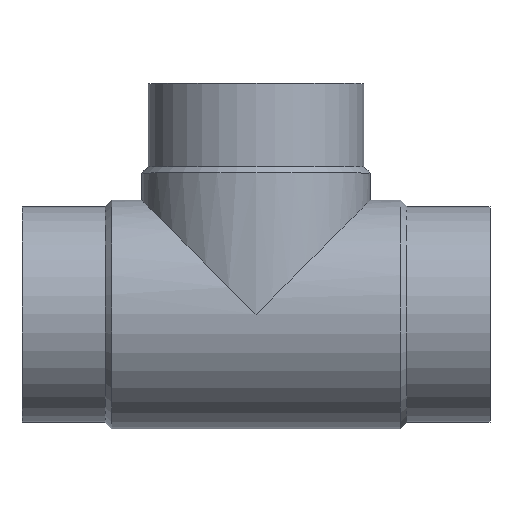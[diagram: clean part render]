
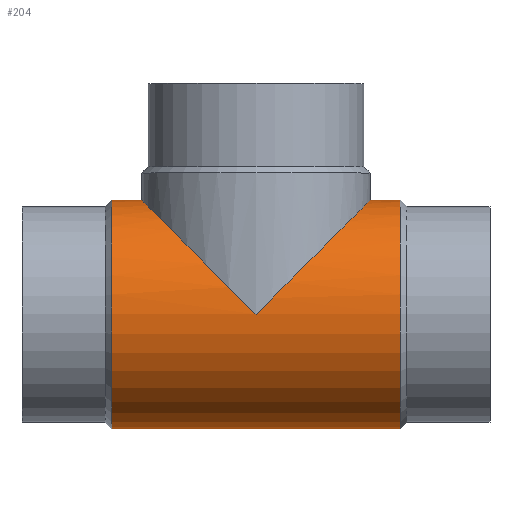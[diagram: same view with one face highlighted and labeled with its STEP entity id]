
A CAD part, top view. The second image highlights one B-rep face of the part: STEP entity #204.
In plain terms, the highlighted cylindrical face has radius 74.15 mm (diameter 148.3 mm), a partial arc.
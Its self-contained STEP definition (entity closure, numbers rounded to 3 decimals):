
#136 = VERTEX_POINT( '', #376 );
#168 = VERTEX_POINT( '', #411 );
#174 = EDGE_CURVE( '', #202, #266, #417, .T. );
#176 = EDGE_CURVE( '', #136, #196, #419, .T. );
#184 = EDGE_CURVE( '', #352, #202, #428, .T. );
#188 = EDGE_CURVE( '', #168, #322, #432, .T. );
#196 = VERTEX_POINT( '', #443 );
#202 = VERTEX_POINT( '', #449 );
#204 = ADVANCED_FACE( '', ( #451 ), #452, .T. );
#266 = VERTEX_POINT( '', #520 );
#278 = EDGE_CURVE( '', #196, #352, #534, .T. );
#284 = EDGE_CURVE( '', #266, #322, #540, .T. );
#322 = VERTEX_POINT( '', #583 );
#348 = EDGE_CURVE( '', #168, #136, #614, .T. );
#352 = VERTEX_POINT( '', #618 );
#376 = CARTESIAN_POINT( '', ( -58.15, -74.15, 0. ) );
#411 = CARTESIAN_POINT( '', ( -245.85, -74.15, 0. ) );
#417 = ELLIPSE( '', #688, 104.864, 74.15 );
#419 = CIRCLE( '', #691, 74.15 );
#428 = ELLIPSE( '', #704, 104.864, 74.15 );
#432 = CIRCLE( '', #709, 74.15 );
#443 = CARTESIAN_POINT( '', ( -58.15, 74.15, 0. ) );
#449 = CARTESIAN_POINT( '', ( -152., 0., 74.15 ) );
#451 = FACE_OUTER_BOUND( '', #731, .T. );
#452 = CYLINDRICAL_SURFACE( '', #732, 74.15 );
#520 = CARTESIAN_POINT( '', ( -226.15, 74.15, 0. ) );
#534 = LINE( '', #841, #842 );
#540 = LINE( '', #851, #852 );
#583 = CARTESIAN_POINT( '', ( -245.85, 74.15, 0. ) );
#614 = LINE( '', #942, #943 );
#618 = CARTESIAN_POINT( '', ( -77.85, 74.15, 0. ) );
#688 = AXIS2_PLACEMENT_3D( '', #1008, #1009, #1010 );
#691 = AXIS2_PLACEMENT_3D( '', #1011, #1012, #1013 );
#704 = AXIS2_PLACEMENT_3D( '', #1026, #1027, #1028 );
#709 = AXIS2_PLACEMENT_3D( '', #1029, #1030, #1031 );
#731 = EDGE_LOOP( '', ( #1063, #1064, #1065, #1066, #1067, #1068, #1069 ) );
#732 = AXIS2_PLACEMENT_3D( '', #1070, #1071, #1072 );
#841 = CARTESIAN_POINT( '', ( -152., 74.15, 0. ) );
#842 = VECTOR( '', #1175, 1. );
#851 = CARTESIAN_POINT( '', ( -152., 74.15, 0. ) );
#852 = VECTOR( '', #1182, 1. );
#942 = CARTESIAN_POINT( '', ( -152., -74.15, 0. ) );
#943 = VECTOR( '', #1270, 1. );
#1008 = CARTESIAN_POINT( '', ( -152., 0., 0. ) );
#1009 = DIRECTION( '', ( -0.707, -0.707, 0. ) );
#1010 = DIRECTION( '', ( 0.707, -0.707, 0. ) );
#1011 = CARTESIAN_POINT( '', ( -58.15, 0., 0. ) );
#1012 = DIRECTION( '', ( -1., 0., 0. ) );
#1013 = DIRECTION( '', ( 0., 1., 0. ) );
#1026 = CARTESIAN_POINT( '', ( -152., 0., 0. ) );
#1027 = DIRECTION( '', ( 0.707, -0.707, 0. ) );
#1028 = DIRECTION( '', ( 0.707, 0.707, 0. ) );
#1029 = CARTESIAN_POINT( '', ( -245.85, 0., 0. ) );
#1030 = DIRECTION( '', ( -1., 0., 0. ) );
#1031 = DIRECTION( '', ( 0., 1., 0. ) );
#1063 = ORIENTED_EDGE( '', *, *, #278, .T. );
#1064 = ORIENTED_EDGE( '', *, *, #184, .T. );
#1065 = ORIENTED_EDGE( '', *, *, #174, .T. );
#1066 = ORIENTED_EDGE( '', *, *, #284, .T. );
#1067 = ORIENTED_EDGE( '', *, *, #188, .F. );
#1068 = ORIENTED_EDGE( '', *, *, #348, .T. );
#1069 = ORIENTED_EDGE( '', *, *, #176, .T. );
#1070 = CARTESIAN_POINT( '', ( -152., 0., 0. ) );
#1071 = DIRECTION( '', ( 1., 0., 0. ) );
#1072 = DIRECTION( '', ( 0., 1., 0. ) );
#1175 = DIRECTION( '', ( -1., 0., 0. ) );
#1182 = DIRECTION( '', ( -1., 0., 0. ) );
#1270 = DIRECTION( '', ( 1., 0., 0. ) );
